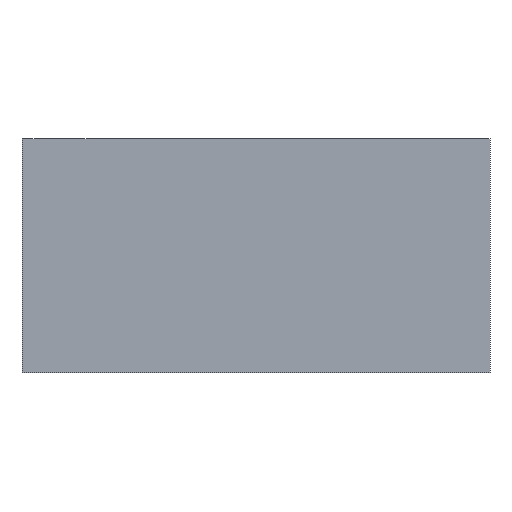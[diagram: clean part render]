
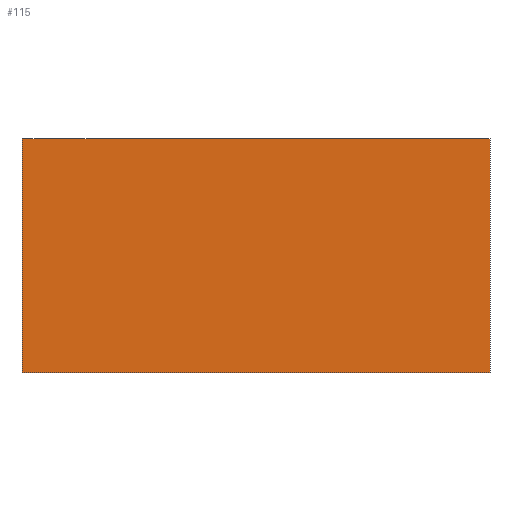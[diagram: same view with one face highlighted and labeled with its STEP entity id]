
A CAD part, left-side view. The second image highlights one B-rep face of the part: STEP entity #115.
In plain terms, the highlighted planar face has unit normal (-1, 0, 0).
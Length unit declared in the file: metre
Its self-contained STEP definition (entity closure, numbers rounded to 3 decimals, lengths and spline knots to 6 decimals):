
#18=ORIENTED_EDGE('',*,*,#46,.F.);
#19=ORIENTED_EDGE('',*,*,#47,.F.);
#20=ORIENTED_EDGE('',*,*,#48,.T.);
#21=ORIENTED_EDGE('',*,*,#49,.T.);
#46=EDGE_CURVE('',#60,#61,#70,.T.);
#47=EDGE_CURVE('',#62,#60,#71,.T.);
#48=EDGE_CURVE('',#62,#63,#72,.T.);
#49=EDGE_CURVE('',#63,#61,#73,.T.);
#60=VERTEX_POINT('',#183);
#61=VERTEX_POINT('',#184);
#62=VERTEX_POINT('',#186);
#63=VERTEX_POINT('',#188);
#70=LINE('',#182,#80);
#71=LINE('',#185,#81);
#72=LINE('',#187,#82);
#73=LINE('',#189,#83);
#80=VECTOR('',#150,1.);
#81=VECTOR('',#151,1.);
#82=VECTOR('',#152,1.);
#83=VECTOR('',#153,1.);
#90=EDGE_LOOP('',(#18,#19,#20,#21));
#100=FACE_BOUND('',#90,.T.);
#110=PLANE('',#135);
#115=ADVANCED_FACE('',(#100),#110,.T.);
#135=AXIS2_PLACEMENT_3D('',#181,#148,#149);
#148=DIRECTION('',(-1.,0.,0.));
#149=DIRECTION('',(0.,0.,1.));
#150=DIRECTION('',(0.,1.,0.));
#151=DIRECTION('',(0.,0.,-1.));
#152=DIRECTION('',(0.,1.,0.));
#153=DIRECTION('',(0.,0.,-1.));
#181=CARTESIAN_POINT('',(0.,0.0254,0.0254));
#182=CARTESIAN_POINT('',(0.,0.0254,0.));
#183=CARTESIAN_POINT('',(0.,0.,0.));
#184=CARTESIAN_POINT('',(0.,0.0508,0.));
#185=CARTESIAN_POINT('',(0.,0.,0.0254));
#186=CARTESIAN_POINT('',(0.,0.,0.0254));
#187=CARTESIAN_POINT('',(0.,0.0254,0.0254));
#188=CARTESIAN_POINT('',(0.,0.0508,0.0254));
#189=CARTESIAN_POINT('',(0.,0.0508,0.0254));
